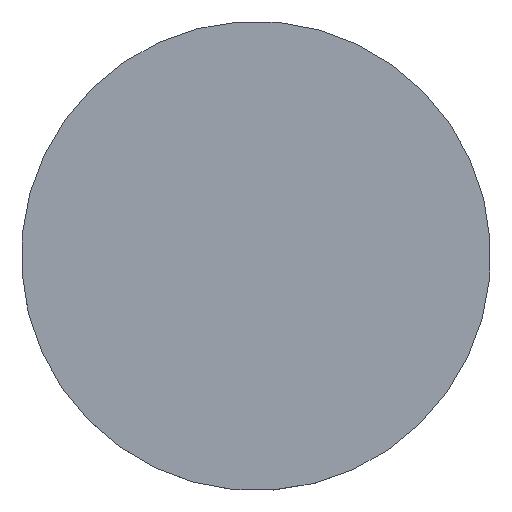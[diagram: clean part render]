
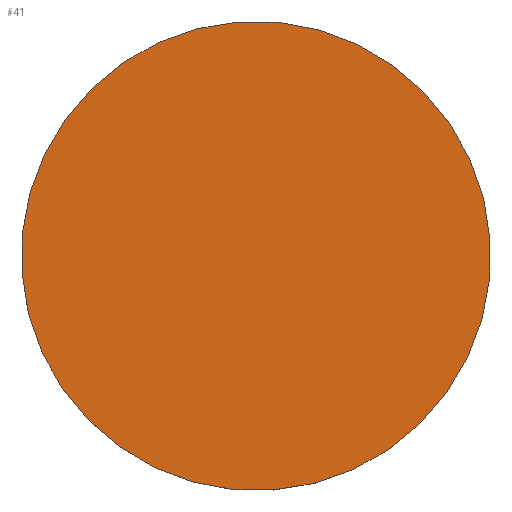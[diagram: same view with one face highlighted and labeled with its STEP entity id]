
A CAD part, top view. The second image highlights one B-rep face of the part: STEP entity #41.
In plain terms, the highlighted planar face has unit normal (0, 0, 1).
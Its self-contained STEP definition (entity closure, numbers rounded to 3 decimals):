
#41=ADVANCED_FACE('',(#55),#210,.T.);
#55=FACE_OUTER_BOUND('',#69,.T.);
#69=EDGE_LOOP('',(#88,#89));
#88=ORIENTED_EDGE('',*,*,#148,.F.);
#89=ORIENTED_EDGE('',*,*,#144,.F.);
#144=EDGE_CURVE('',#190,#192,#182,.T.);
#148=EDGE_CURVE('',#192,#190,#184,.T.);
#182=TRIMMED_CURVE($,#186,(#293),(#294),.T.,.CARTESIAN.);
#184=TRIMMED_CURVE($,#188,(#303),(#304),.T.,.CARTESIAN.);
#186=CIRCLE('',#246,17.168);
#188=CIRCLE('',#248,17.168);
#190=VERTEX_POINT('',#288);
#192=VERTEX_POINT('',#290);
#210=PLANE('',#243);
#243=AXIS2_PLACEMENT_3D('',#285,#262,$);
#246=AXIS2_PLACEMENT_3D($,#292,#265,#266);
#248=AXIS2_PLACEMENT_3D($,#302,#269,#270);
#262=DIRECTION('',(0.,0.,1.));
#265=DIRECTION('',(0.,0.,-1.));
#266=DIRECTION('',(0.699,-0.715,0.));
#269=DIRECTION('',(0.,0.,-1.));
#270=DIRECTION('',(-0.699,0.715,0.));
#285=CARTESIAN_POINT('',(-50.367,-14.292,50.203));
#288=CARTESIAN_POINT('',(-59.83,-5.112,50.203));
#290=CARTESIAN_POINT('',(-83.824,19.448,50.203));
#292=CARTESIAN_POINT('',(-71.827,7.168,50.203));
#293=CARTESIAN_POINT('',(-59.83,-5.112,50.203));
#294=CARTESIAN_POINT('',(-83.824,19.448,50.203));
#302=CARTESIAN_POINT('',(-71.827,7.168,50.203));
#303=CARTESIAN_POINT('',(-83.824,19.448,50.203));
#304=CARTESIAN_POINT('',(-59.83,-5.112,50.203));
